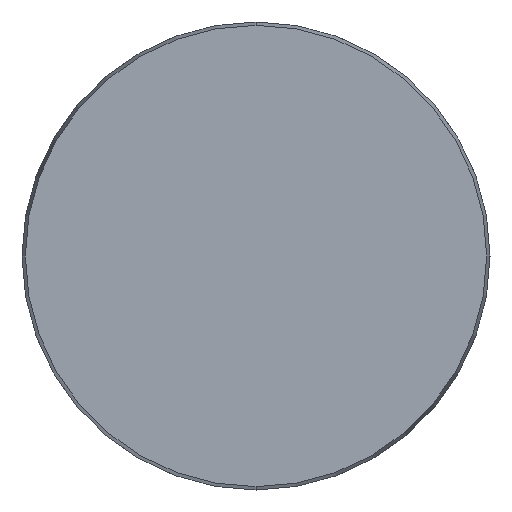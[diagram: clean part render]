
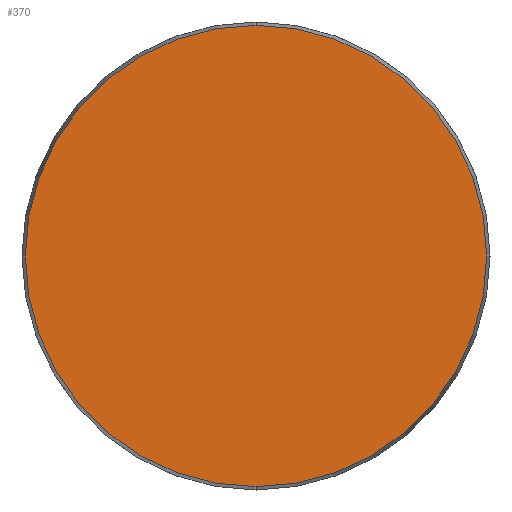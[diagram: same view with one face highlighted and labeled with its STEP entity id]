
A CAD part, front view. The second image highlights one B-rep face of the part: STEP entity #370.
In plain terms, the highlighted planar face has unit normal (0, -1, 0).
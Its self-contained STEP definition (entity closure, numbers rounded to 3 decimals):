
#26 = CARTESIAN_POINT ( 'NONE',  ( 0., 0., 0. ) ) ;
#56 = DIRECTION ( 'NONE',  ( 0., 1., 0. ) ) ;
#63 = ORIENTED_EDGE ( 'NONE', *, *, #641, .T. ) ;
#73 = DIRECTION ( 'NONE',  ( 0., 0., -1. ) ) ;
#134 = VERTEX_POINT ( 'NONE', #287 ) ;
#197 = DIRECTION ( 'NONE',  ( 0., -1., 0. ) ) ;
#218 = DIRECTION ( 'NONE',  ( 0., -1., 0. ) ) ;
#245 = FACE_OUTER_BOUND ( 'NONE', #571, .T. ) ;
#267 = AXIS2_PLACEMENT_3D ( 'NONE', #26, #218, #804 ) ;
#287 = CARTESIAN_POINT ( 'NONE',  ( 0., 0., 59.143 ) ) ;
#306 = CIRCLE ( 'NONE', #267, 59.143 ) ;
#310 = PLANE ( 'NONE',  #347 ) ;
#347 = AXIS2_PLACEMENT_3D ( 'NONE', #570, #56, #823 ) ;
#370 = ADVANCED_FACE ( 'NONE', ( #245 ), #310, .F. ) ;
#407 = VERTEX_POINT ( 'NONE', #663 ) ;
#490 = EDGE_CURVE ( 'NONE', #407, #134, #729, .T. ) ;
#501 = ORIENTED_EDGE ( 'NONE', *, *, #490, .T. ) ;
#570 = CARTESIAN_POINT ( 'NONE',  ( -59.143, 0., 0. ) ) ;
#571 = EDGE_LOOP ( 'NONE', ( #63, #501 ) ) ;
#580 = AXIS2_PLACEMENT_3D ( 'NONE', #655, #197, #73 ) ;
#641 = EDGE_CURVE ( 'NONE', #134, #407, #306, .T. ) ;
#655 = CARTESIAN_POINT ( 'NONE',  ( 0., 0., 0. ) ) ;
#663 = CARTESIAN_POINT ( 'NONE',  ( 0., 0., -59.143 ) ) ;
#729 = CIRCLE ( 'NONE', #580, 59.143 ) ;
#804 = DIRECTION ( 'NONE',  ( 0., 0., -1. ) ) ;
#823 = DIRECTION ( 'NONE',  ( 0., 0., 1. ) ) ;
